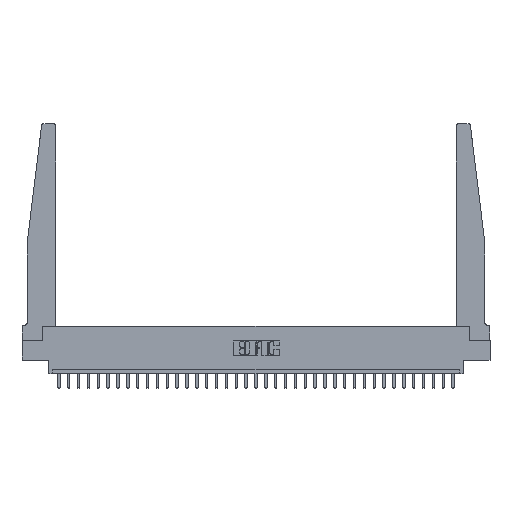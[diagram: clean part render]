
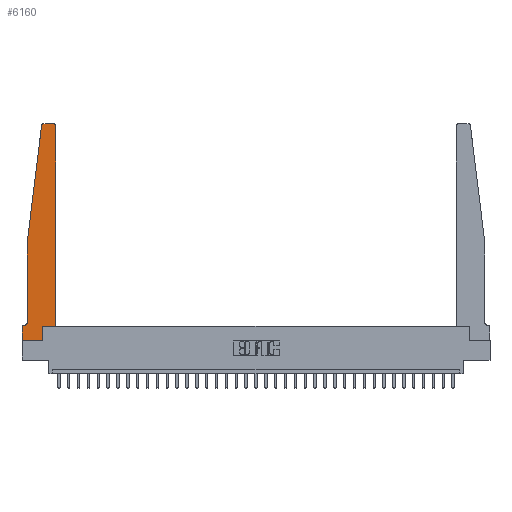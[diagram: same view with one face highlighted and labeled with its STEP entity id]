
A CAD part, top view. The second image highlights one B-rep face of the part: STEP entity #6160.
In plain terms, the highlighted planar face has unit normal (0, 0, 1).
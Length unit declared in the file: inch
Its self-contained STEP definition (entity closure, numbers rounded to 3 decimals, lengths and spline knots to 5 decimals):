
#134 = VERTEX_POINT ( 'NONE', #1599 ) ;
#373 = CARTESIAN_POINT ( 'NONE',  ( 0., 0., 0.37 ) ) ;
#605 = CARTESIAN_POINT ( 'NONE',  ( 0., 0., 0.37 ) ) ;
#772 = PLANE ( 'NONE',  #9844 ) ;
#797 = CARTESIAN_POINT ( 'NONE',  ( 0.015, 0.1875, 0.37 ) ) ;
#969 = CIRCLE ( 'NONE', #18679, 0.05 ) ;
#1599 = CARTESIAN_POINT ( 'NONE',  ( 0.2605, 0., 0.37 ) ) ;
#1876 = EDGE_CURVE ( 'NONE', #10087, #10877, #11096, .T. ) ;
#1905 = ORIENTED_EDGE ( 'NONE', *, *, #22558, .T. ) ;
#2120 = CARTESIAN_POINT ( 'NONE',  ( 0.065, 1.25, 0.37 ) ) ;
#2579 = ORIENTED_EDGE ( 'NONE', *, *, #21053, .T. ) ;
#2757 = CARTESIAN_POINT ( 'NONE',  ( 0., 0., 0.37 ) ) ;
#3821 = VERTEX_POINT ( 'NONE', #8150 ) ;
#4462 = ORIENTED_EDGE ( 'NONE', *, *, #29408, .T. ) ;
#4783 = VERTEX_POINT ( 'NONE', #10561 ) ;
#4834 = DIRECTION ( 'NONE',  ( 1., 0., 0. ) ) ;
#5194 = CARTESIAN_POINT ( 'NONE',  ( 0.27653, 2.72, 0.37 ) ) ;
#5635 = DIRECTION ( 'NONE',  ( 1., 0., 0. ) ) ;
#5827 = LINE ( 'NONE', #21893, #21721 ) ;
#6160 = ADVANCED_FACE ( 'NONE', ( #29343 ), #772, .T. ) ;
#6654 = CARTESIAN_POINT ( 'NONE',  ( 0.015, 0.2375, 0.37 ) ) ;
#7406 = LINE ( 'NONE', #11908, #25193 ) ;
#7771 = DIRECTION ( 'NONE',  ( 0., -1., 0. ) ) ;
#7772 = EDGE_CURVE ( 'NONE', #20250, #3821, #20068, .T. ) ;
#7892 = EDGE_CURVE ( 'NONE', #26047, #4783, #22974, .T. ) ;
#8150 = CARTESIAN_POINT ( 'NONE',  ( 0.425, 2.72, 0.37 ) ) ;
#8164 = ORIENTED_EDGE ( 'NONE', *, *, #17278, .T. ) ;
#8272 = ORIENTED_EDGE ( 'NONE', *, *, #10744, .T. ) ;
#8583 = DIRECTION ( 'NONE',  ( -1., 0., 0. ) ) ;
#9195 = VECTOR ( 'NONE', #24160, 39.37008 ) ;
#9542 = CARTESIAN_POINT ( 'NONE',  ( 0.25, 2.75, 0.37 ) ) ;
#9787 = ORIENTED_EDGE ( 'NONE', *, *, #1876, .T. ) ;
#9844 = AXIS2_PLACEMENT_3D ( 'NONE', #19525, #12440, #5635 ) ;
#10087 = VERTEX_POINT ( 'NONE', #2120 ) ;
#10248 = LINE ( 'NONE', #26424, #23571 ) ;
#10384 = CIRCLE ( 'NONE', #25316, 0.03 ) ;
#10561 = CARTESIAN_POINT ( 'NONE',  ( 0.27653, 2.75, 0.37 ) ) ;
#10744 = EDGE_CURVE ( 'NONE', #23244, #26444, #5827, .T. ) ;
#10877 = VERTEX_POINT ( 'NONE', #13573 ) ;
#11096 = LINE ( 'NONE', #24227, #15937 ) ;
#11331 = LINE ( 'NONE', #18314, #14297 ) ;
#11353 = AXIS2_PLACEMENT_3D ( 'NONE', #5194, #29042, #28943 ) ;
#11671 = CIRCLE ( 'NONE', #11353, 0.03 ) ;
#11908 = CARTESIAN_POINT ( 'NONE',  ( 0.425, 0.18, 0.37 ) ) ;
#12142 = ORIENTED_EDGE ( 'NONE', *, *, #7892, .T. ) ;
#12440 = DIRECTION ( 'NONE',  ( 0., 0., 1. ) ) ;
#13283 = ORIENTED_EDGE ( 'NONE', *, *, #7772, .T. ) ;
#13339 = ORIENTED_EDGE ( 'NONE', *, *, #30488, .T. ) ;
#13413 = CARTESIAN_POINT ( 'NONE',  ( 0.395, 2.75, 0.37 ) ) ;
#13573 = CARTESIAN_POINT ( 'NONE',  ( 0.065, 0.2375, 0.37 ) ) ;
#13681 = VERTEX_POINT ( 'NONE', #27716 ) ;
#14124 = VECTOR ( 'NONE', #24545, 39.37008 ) ;
#14297 = VECTOR ( 'NONE', #22912, 39.37008 ) ;
#14356 = EDGE_LOOP ( 'NONE', ( #12142, #1905, #2579, #9787, #25744, #8272, #4462, #13339, #15550, #18340, #13283, #8164 ) ) ;
#15550 = ORIENTED_EDGE ( 'NONE', *, *, #20042, .T. ) ;
#15937 = VECTOR ( 'NONE', #7771, 39.37008 ) ;
#16169 = VERTEX_POINT ( 'NONE', #373 ) ;
#16554 = EDGE_CURVE ( 'NONE', #17963, #20250, #7406, .T. ) ;
#16634 = DIRECTION ( 'NONE',  ( 0., 0., 1. ) ) ;
#16707 = DIRECTION ( 'NONE',  ( 1., 0., 0. ) ) ;
#17278 = EDGE_CURVE ( 'NONE', #3821, #26047, #10384, .T. ) ;
#17432 = DIRECTION ( 'NONE',  ( -1., 0., 0. ) ) ;
#17624 = CARTESIAN_POINT ( 'NONE',  ( 0.2605, 0.18, 0.37 ) ) ;
#17963 = VERTEX_POINT ( 'NONE', #17624 ) ;
#18314 = CARTESIAN_POINT ( 'NONE',  ( 0.2605, 0.18, 0.37 ) ) ;
#18340 = ORIENTED_EDGE ( 'NONE', *, *, #16554, .T. ) ;
#18605 = LINE ( 'NONE', #2757, #27055 ) ;
#18679 = AXIS2_PLACEMENT_3D ( 'NONE', #6654, #23184, #8583 ) ;
#19229 = CARTESIAN_POINT ( 'NONE',  ( 0.395, 2.72, 0.37 ) ) ;
#19525 = CARTESIAN_POINT ( 'NONE',  ( 0., 0.1875, 0.37 ) ) ;
#19548 = DIRECTION ( 'NONE',  ( -1., 0., 0. ) ) ;
#19750 = CARTESIAN_POINT ( 'NONE',  ( 0., 0.1875, 0.37 ) ) ;
#20042 = EDGE_CURVE ( 'NONE', #134, #17963, #11331, .T. ) ;
#20067 = EDGE_CURVE ( 'NONE', #10877, #23244, #969, .T. ) ;
#20068 = LINE ( 'NONE', #29167, #14124 ) ;
#20250 = VERTEX_POINT ( 'NONE', #28961 ) ;
#21053 = EDGE_CURVE ( 'NONE', #13681, #10087, #10248, .T. ) ;
#21721 = VECTOR ( 'NONE', #19548, 39.37008 ) ;
#21814 = LINE ( 'NONE', #605, #9195 ) ;
#21893 = CARTESIAN_POINT ( 'NONE',  ( 0.065, 0.1875, 0.37 ) ) ;
#22558 = EDGE_CURVE ( 'NONE', #4783, #13681, #11671, .T. ) ;
#22912 = DIRECTION ( 'NONE',  ( 0., 1., 0. ) ) ;
#22974 = LINE ( 'NONE', #9542, #23701 ) ;
#23184 = DIRECTION ( 'NONE',  ( 0., 0., -1. ) ) ;
#23244 = VERTEX_POINT ( 'NONE', #797 ) ;
#23571 = VECTOR ( 'NONE', #24489, 39.37008 ) ;
#23701 = VECTOR ( 'NONE', #17432, 39.37008 ) ;
#24160 = DIRECTION ( 'NONE',  ( 1., 0., 0. ) ) ;
#24227 = CARTESIAN_POINT ( 'NONE',  ( 0.065, 1.25, 0.37 ) ) ;
#24489 = DIRECTION ( 'NONE',  ( -0.122, -0.992, 0. ) ) ;
#24545 = DIRECTION ( 'NONE',  ( 0., 1., 0. ) ) ;
#25193 = VECTOR ( 'NONE', #16707, 39.37008 ) ;
#25316 = AXIS2_PLACEMENT_3D ( 'NONE', #19229, #16634, #4834 ) ;
#25744 = ORIENTED_EDGE ( 'NONE', *, *, #20067, .T. ) ;
#26047 = VERTEX_POINT ( 'NONE', #13413 ) ;
#26424 = CARTESIAN_POINT ( 'NONE',  ( 0.065, 1.25, 0.37 ) ) ;
#26444 = VERTEX_POINT ( 'NONE', #19750 ) ;
#27055 = VECTOR ( 'NONE', #28667, 39.37008 ) ;
#27716 = CARTESIAN_POINT ( 'NONE',  ( 0.24675, 2.72367, 0.37 ) ) ;
#28667 = DIRECTION ( 'NONE',  ( 0., -1., 0. ) ) ;
#28943 = DIRECTION ( 'NONE',  ( 1., 0., 0. ) ) ;
#28961 = CARTESIAN_POINT ( 'NONE',  ( 0.425, 0.18, 0.37 ) ) ;
#29042 = DIRECTION ( 'NONE',  ( 0., 0., 1. ) ) ;
#29167 = CARTESIAN_POINT ( 'NONE',  ( 0.425, 0.18, 0.37 ) ) ;
#29343 = FACE_OUTER_BOUND ( 'NONE', #14356, .T. ) ;
#29408 = EDGE_CURVE ( 'NONE', #26444, #16169, #18605, .T. ) ;
#30488 = EDGE_CURVE ( 'NONE', #16169, #134, #21814, .T. ) ;
